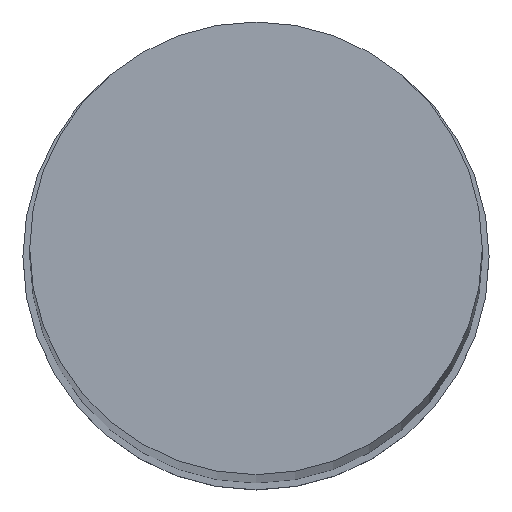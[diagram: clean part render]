
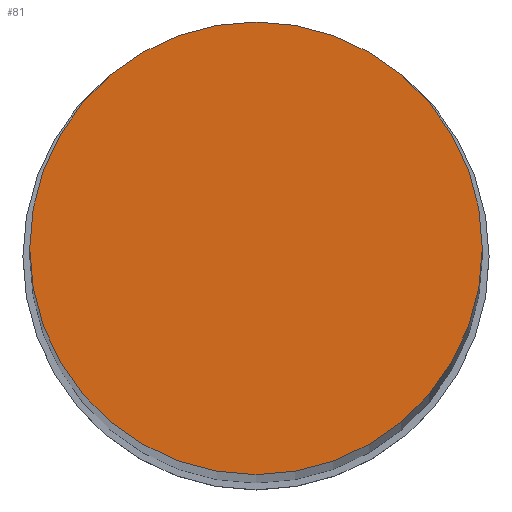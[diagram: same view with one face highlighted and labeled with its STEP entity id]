
A CAD part, top view. The second image highlights one B-rep face of the part: STEP entity #81.
In plain terms, the highlighted planar face has unit normal (0, 0, 1).
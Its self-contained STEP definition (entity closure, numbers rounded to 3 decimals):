
#81=ADVANCED_FACE('',(#102),#103,.T.);
#102=FACE_OUTER_BOUND('',#127,.T.);
#103=PLANE('',#128);
#127=EDGE_LOOP('',(#164));
#128=AXIS2_PLACEMENT_3D('',#165,#166,#167);
#164=ORIENTED_EDGE('',*,*,#184,.F.);
#165=CARTESIAN_POINT('',(0.,2.5,120.0));
#166=DIRECTION('',(0.,0.,1.0));
#167=DIRECTION('',(0.,-1.0,0.));
#184=EDGE_CURVE('',#198,#198,#199,.T.);
#198=VERTEX_POINT('',#214);
#199=CIRCLE('',#215,5.0);
#214=CARTESIAN_POINT('',(0.,5.,120.0));
#215=AXIS2_PLACEMENT_3D('',#236,#237,#238);
#236=CARTESIAN_POINT('',(0.,0.,120.0));
#237=DIRECTION('',(0.,0.,-1.0));
#238=DIRECTION('',(0.,1.0,0.));
